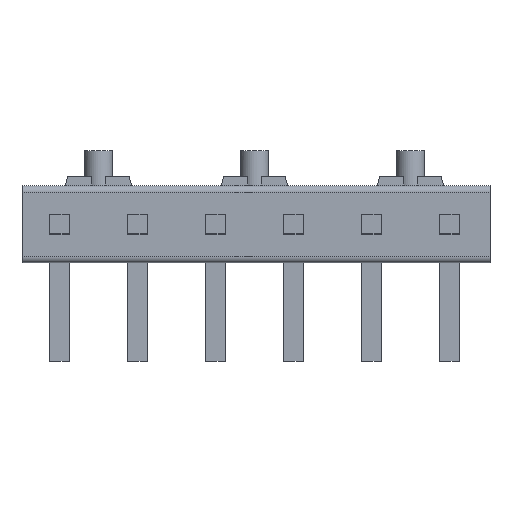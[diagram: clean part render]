
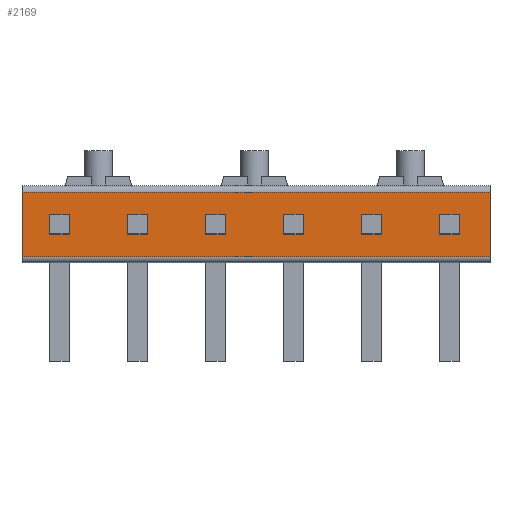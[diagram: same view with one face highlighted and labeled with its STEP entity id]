
A CAD part, top view. The second image highlights one B-rep face of the part: STEP entity #2169.
In plain terms, the highlighted planar face has unit normal (0, 0, 1).
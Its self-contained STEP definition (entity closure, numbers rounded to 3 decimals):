
#2=DIRECTION('',(-1.,0.,0.));
#3=VECTOR('',#2,15.24);
#4=CARTESIAN_POINT('',(7.62,1.05,0.));
#5=LINE('',#4,#3);
#6=DIRECTION('',(0.,-1.,0.));
#7=VECTOR('',#6,2.1);
#8=CARTESIAN_POINT('',(7.62,1.05,0.));
#9=LINE('',#8,#7);
#10=DIRECTION('',(1.,0.,0.));
#11=VECTOR('',#10,15.24);
#12=CARTESIAN_POINT('',(-7.62,-1.05,0.));
#13=LINE('',#12,#11);
#14=DIRECTION('',(0.,1.,0.));
#15=VECTOR('',#14,2.1);
#16=CARTESIAN_POINT('',(-7.62,-1.05,0.));
#17=LINE('',#16,#15);
#18=DIRECTION('',(0.,1.,0.));
#19=VECTOR('',#18,0.63);
#20=CARTESIAN_POINT('',(-6.085,-0.315,0.));
#21=LINE('',#20,#19);
#22=DIRECTION('',(-1.,0.,0.));
#23=VECTOR('',#22,0.63);
#24=CARTESIAN_POINT('',(-6.085,0.315,0.));
#25=LINE('',#24,#23);
#26=DIRECTION('',(0.,1.,0.));
#27=VECTOR('',#26,0.63);
#28=CARTESIAN_POINT('',(-6.715,-0.315,0.));
#29=LINE('',#28,#27);
#30=DIRECTION('',(-1.,0.,0.));
#31=VECTOR('',#30,0.63);
#32=CARTESIAN_POINT('',(-6.085,-0.315,0.));
#33=LINE('',#32,#31);
#34=DIRECTION('',(0.,1.,0.));
#35=VECTOR('',#34,0.63);
#36=CARTESIAN_POINT('',(-3.545,-0.315,0.));
#37=LINE('',#36,#35);
#38=DIRECTION('',(-1.,0.,0.));
#39=VECTOR('',#38,0.63);
#40=CARTESIAN_POINT('',(-3.545,0.315,0.));
#41=LINE('',#40,#39);
#42=DIRECTION('',(0.,1.,0.));
#43=VECTOR('',#42,0.63);
#44=CARTESIAN_POINT('',(-4.175,-0.315,0.));
#45=LINE('',#44,#43);
#46=DIRECTION('',(-1.,0.,0.));
#47=VECTOR('',#46,0.63);
#48=CARTESIAN_POINT('',(-3.545,-0.315,0.));
#49=LINE('',#48,#47);
#50=DIRECTION('',(0.,1.,0.));
#51=VECTOR('',#50,0.63);
#52=CARTESIAN_POINT('',(-1.005,-0.315,0.));
#53=LINE('',#52,#51);
#54=DIRECTION('',(-1.,0.,0.));
#55=VECTOR('',#54,0.63);
#56=CARTESIAN_POINT('',(-1.005,0.315,0.));
#57=LINE('',#56,#55);
#58=DIRECTION('',(0.,1.,0.));
#59=VECTOR('',#58,0.63);
#60=CARTESIAN_POINT('',(-1.635,-0.315,0.));
#61=LINE('',#60,#59);
#62=DIRECTION('',(-1.,0.,0.));
#63=VECTOR('',#62,0.63);
#64=CARTESIAN_POINT('',(-1.005,-0.315,0.));
#65=LINE('',#64,#63);
#66=DIRECTION('',(0.,1.,0.));
#67=VECTOR('',#66,0.63);
#68=CARTESIAN_POINT('',(1.535,-0.315,0.));
#69=LINE('',#68,#67);
#70=DIRECTION('',(-1.,0.,0.));
#71=VECTOR('',#70,0.63);
#72=CARTESIAN_POINT('',(1.535,0.315,0.));
#73=LINE('',#72,#71);
#74=DIRECTION('',(0.,1.,0.));
#75=VECTOR('',#74,0.63);
#76=CARTESIAN_POINT('',(0.905,-0.315,0.));
#77=LINE('',#76,#75);
#78=DIRECTION('',(-1.,0.,0.));
#79=VECTOR('',#78,0.63);
#80=CARTESIAN_POINT('',(1.535,-0.315,0.));
#81=LINE('',#80,#79);
#82=DIRECTION('',(0.,1.,0.));
#83=VECTOR('',#82,0.63);
#84=CARTESIAN_POINT('',(4.075,-0.315,0.));
#85=LINE('',#84,#83);
#86=DIRECTION('',(-1.,0.,0.));
#87=VECTOR('',#86,0.63);
#88=CARTESIAN_POINT('',(4.075,0.315,0.));
#89=LINE('',#88,#87);
#90=DIRECTION('',(0.,1.,0.));
#91=VECTOR('',#90,0.63);
#92=CARTESIAN_POINT('',(3.445,-0.315,0.));
#93=LINE('',#92,#91);
#94=DIRECTION('',(-1.,0.,0.));
#95=VECTOR('',#94,0.63);
#96=CARTESIAN_POINT('',(4.075,-0.315,0.));
#97=LINE('',#96,#95);
#98=DIRECTION('',(0.,1.,0.));
#99=VECTOR('',#98,0.63);
#100=CARTESIAN_POINT('',(6.615,-0.315,0.));
#101=LINE('',#100,#99);
#102=DIRECTION('',(-1.,0.,0.));
#103=VECTOR('',#102,0.63);
#104=CARTESIAN_POINT('',(6.615,0.315,0.));
#105=LINE('',#104,#103);
#106=DIRECTION('',(0.,1.,0.));
#107=VECTOR('',#106,0.63);
#108=CARTESIAN_POINT('',(5.985,-0.315,0.));
#109=LINE('',#108,#107);
#110=DIRECTION('',(-1.,0.,0.));
#111=VECTOR('',#110,0.63);
#112=CARTESIAN_POINT('',(6.615,-0.315,0.));
#113=LINE('',#112,#111);
#1722=CARTESIAN_POINT('',(-6.085,-0.315,0.));
#1723=CARTESIAN_POINT('',(-6.085,0.315,0.));
#1724=VERTEX_POINT('',#1722);
#1725=VERTEX_POINT('',#1723);
#1726=CARTESIAN_POINT('',(-6.715,-0.315,0.));
#1727=CARTESIAN_POINT('',(-6.715,0.315,0.));
#1728=VERTEX_POINT('',#1726);
#1729=VERTEX_POINT('',#1727);
#1870=CARTESIAN_POINT('',(-3.545,-0.315,0.));
#1871=CARTESIAN_POINT('',(-3.545,0.315,0.));
#1872=VERTEX_POINT('',#1870);
#1873=VERTEX_POINT('',#1871);
#1874=CARTESIAN_POINT('',(-4.175,-0.315,0.));
#1875=CARTESIAN_POINT('',(-4.175,0.315,0.));
#1876=VERTEX_POINT('',#1874);
#1877=VERTEX_POINT('',#1875);
#1918=CARTESIAN_POINT('',(-1.005,-0.315,0.));
#1919=CARTESIAN_POINT('',(-1.005,0.315,0.));
#1920=VERTEX_POINT('',#1918);
#1921=VERTEX_POINT('',#1919);
#1922=CARTESIAN_POINT('',(-1.635,-0.315,0.));
#1923=CARTESIAN_POINT('',(-1.635,0.315,0.));
#1924=VERTEX_POINT('',#1922);
#1925=VERTEX_POINT('',#1923);
#1966=CARTESIAN_POINT('',(1.535,-0.315,0.));
#1967=CARTESIAN_POINT('',(1.535,0.315,0.));
#1968=VERTEX_POINT('',#1966);
#1969=VERTEX_POINT('',#1967);
#1970=CARTESIAN_POINT('',(0.905,-0.315,0.));
#1971=CARTESIAN_POINT('',(0.905,0.315,0.));
#1972=VERTEX_POINT('',#1970);
#1973=VERTEX_POINT('',#1971);
#2014=CARTESIAN_POINT('',(4.075,-0.315,0.));
#2015=CARTESIAN_POINT('',(4.075,0.315,0.));
#2016=VERTEX_POINT('',#2014);
#2017=VERTEX_POINT('',#2015);
#2018=CARTESIAN_POINT('',(3.445,-0.315,0.));
#2019=CARTESIAN_POINT('',(3.445,0.315,0.));
#2020=VERTEX_POINT('',#2018);
#2021=VERTEX_POINT('',#2019);
#2062=CARTESIAN_POINT('',(6.615,-0.315,0.));
#2063=CARTESIAN_POINT('',(6.615,0.315,0.));
#2064=VERTEX_POINT('',#2062);
#2065=VERTEX_POINT('',#2063);
#2066=CARTESIAN_POINT('',(5.985,-0.315,0.));
#2067=CARTESIAN_POINT('',(5.985,0.315,0.));
#2068=VERTEX_POINT('',#2066);
#2069=VERTEX_POINT('',#2067);
#2078=CARTESIAN_POINT('',(-7.62,1.05,0.));
#2080=VERTEX_POINT('',#2078);
#2084=CARTESIAN_POINT('',(7.62,1.05,0.));
#2085=VERTEX_POINT('',#2084);
#2086=CARTESIAN_POINT('',(7.62,-1.05,0.));
#2088=VERTEX_POINT('',#2086);
#2092=CARTESIAN_POINT('',(-7.62,-1.05,0.));
#2093=VERTEX_POINT('',#2092);
#2094=CARTESIAN_POINT('',(0.,0.,0.));
#2095=DIRECTION('',(0.,0.,1.));
#2096=DIRECTION('',(1.,0.,0.));
#2097=AXIS2_PLACEMENT_3D('',#2094,#2095,#2096);
#2098=PLANE('',#2097);
#2100=ORIENTED_EDGE('',*,*,#2099,.F.);
#2102=ORIENTED_EDGE('',*,*,#2101,.T.);
#2104=ORIENTED_EDGE('',*,*,#2103,.F.);
#2106=ORIENTED_EDGE('',*,*,#2105,.T.);
#2107=EDGE_LOOP('',(#2100,#2102,#2104,#2106));
#2108=FACE_OUTER_BOUND('',#2107,.F.);
#2110=ORIENTED_EDGE('',*,*,#2109,.T.);
#2112=ORIENTED_EDGE('',*,*,#2111,.T.);
#2114=ORIENTED_EDGE('',*,*,#2113,.F.);
#2116=ORIENTED_EDGE('',*,*,#2115,.F.);
#2117=EDGE_LOOP('',(#2110,#2112,#2114,#2116));
#2118=FACE_BOUND('',#2117,.F.);
#2120=ORIENTED_EDGE('',*,*,#2119,.T.);
#2122=ORIENTED_EDGE('',*,*,#2121,.T.);
#2124=ORIENTED_EDGE('',*,*,#2123,.F.);
#2126=ORIENTED_EDGE('',*,*,#2125,.F.);
#2127=EDGE_LOOP('',(#2120,#2122,#2124,#2126));
#2128=FACE_BOUND('',#2127,.F.);
#2130=ORIENTED_EDGE('',*,*,#2129,.T.);
#2132=ORIENTED_EDGE('',*,*,#2131,.T.);
#2134=ORIENTED_EDGE('',*,*,#2133,.F.);
#2136=ORIENTED_EDGE('',*,*,#2135,.F.);
#2137=EDGE_LOOP('',(#2130,#2132,#2134,#2136));
#2138=FACE_BOUND('',#2137,.F.);
#2140=ORIENTED_EDGE('',*,*,#2139,.T.);
#2142=ORIENTED_EDGE('',*,*,#2141,.T.);
#2144=ORIENTED_EDGE('',*,*,#2143,.F.);
#2146=ORIENTED_EDGE('',*,*,#2145,.F.);
#2147=EDGE_LOOP('',(#2140,#2142,#2144,#2146));
#2148=FACE_BOUND('',#2147,.F.);
#2150=ORIENTED_EDGE('',*,*,#2149,.T.);
#2152=ORIENTED_EDGE('',*,*,#2151,.T.);
#2154=ORIENTED_EDGE('',*,*,#2153,.F.);
#2156=ORIENTED_EDGE('',*,*,#2155,.F.);
#2157=EDGE_LOOP('',(#2150,#2152,#2154,#2156));
#2158=FACE_BOUND('',#2157,.F.);
#2160=ORIENTED_EDGE('',*,*,#2159,.T.);
#2162=ORIENTED_EDGE('',*,*,#2161,.T.);
#2164=ORIENTED_EDGE('',*,*,#2163,.F.);
#2166=ORIENTED_EDGE('',*,*,#2165,.F.);
#2167=EDGE_LOOP('',(#2160,#2162,#2164,#2166));
#2168=FACE_BOUND('',#2167,.F.);
#2099=EDGE_CURVE('',#2085,#2080,#5,.T.);
#2101=EDGE_CURVE('',#2085,#2088,#9,.T.);
#2103=EDGE_CURVE('',#2093,#2088,#13,.T.);
#2105=EDGE_CURVE('',#2093,#2080,#17,.T.);
#2109=EDGE_CURVE('',#1724,#1725,#21,.T.);
#2111=EDGE_CURVE('',#1725,#1729,#25,.T.);
#2113=EDGE_CURVE('',#1728,#1729,#29,.T.);
#2115=EDGE_CURVE('',#1724,#1728,#33,.T.);
#2119=EDGE_CURVE('',#1872,#1873,#37,.T.);
#2121=EDGE_CURVE('',#1873,#1877,#41,.T.);
#2123=EDGE_CURVE('',#1876,#1877,#45,.T.);
#2125=EDGE_CURVE('',#1872,#1876,#49,.T.);
#2129=EDGE_CURVE('',#1920,#1921,#53,.T.);
#2131=EDGE_CURVE('',#1921,#1925,#57,.T.);
#2133=EDGE_CURVE('',#1924,#1925,#61,.T.);
#2135=EDGE_CURVE('',#1920,#1924,#65,.T.);
#2139=EDGE_CURVE('',#1968,#1969,#69,.T.);
#2141=EDGE_CURVE('',#1969,#1973,#73,.T.);
#2143=EDGE_CURVE('',#1972,#1973,#77,.T.);
#2145=EDGE_CURVE('',#1968,#1972,#81,.T.);
#2149=EDGE_CURVE('',#2016,#2017,#85,.T.);
#2151=EDGE_CURVE('',#2017,#2021,#89,.T.);
#2153=EDGE_CURVE('',#2020,#2021,#93,.T.);
#2155=EDGE_CURVE('',#2016,#2020,#97,.T.);
#2159=EDGE_CURVE('',#2064,#2065,#101,.T.);
#2161=EDGE_CURVE('',#2065,#2069,#105,.T.);
#2163=EDGE_CURVE('',#2068,#2069,#109,.T.);
#2165=EDGE_CURVE('',#2064,#2068,#113,.T.);
#2169=ADVANCED_FACE('',(#2108,#2118,#2128,#2138,#2148,#2158,#2168),#2098,.T.);
